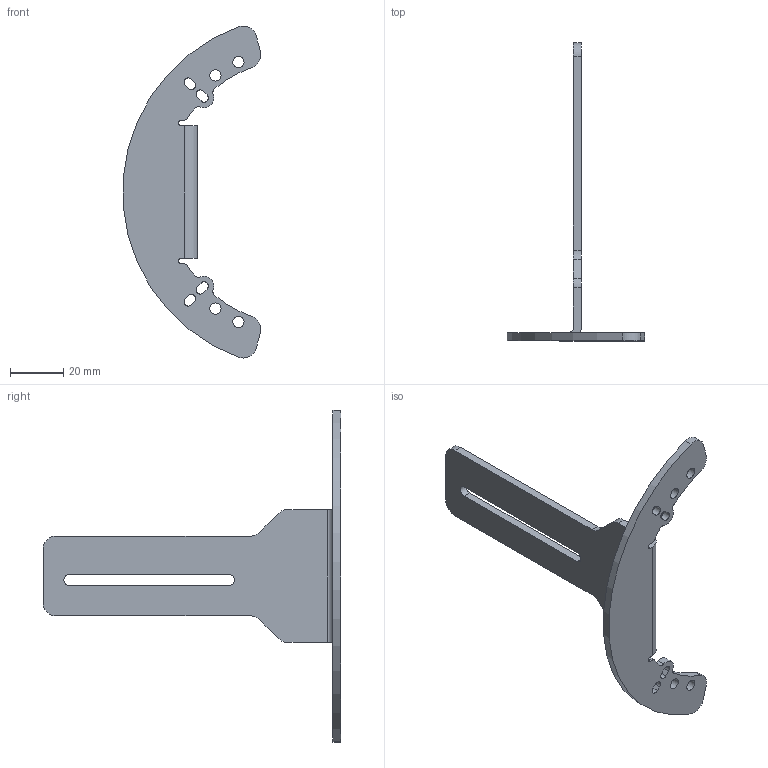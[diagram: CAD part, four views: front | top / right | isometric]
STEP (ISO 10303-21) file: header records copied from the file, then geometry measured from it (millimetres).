
FILE_DESCRIPTION(/* description */ (''),/* implementation_level */ '2;1');
FILE_NAME(/* name */ 'SBAM-C7-A_3D-CAD.stp',/* time_stamp */ '2021-10-07T13:30:21-04:00',/* author */ ('us0alz'),/* organization */ (''),/* preprocessor_version */ 'ST-DEVELOPER v17',/* originating_system */ 'Autodesk Inventor 2019',/* authorisation */ '');
FILE_SCHEMA (('AUTOMOTIVE_DESIGN { 1 0 10303 214 3 1 1 }'));
Length unit declared in the file: millimetre
Products named in the file (1): SBAM-C7-A_3D-CAD
Bounding box: 51.76 x 112 x 124.86 mm (x, y, z)
Volume: 18691.5 mm3; surface area: 14820 mm2
Topology: 1 solids, 1 shells, 66 faces, 192 edges, 128 vertices
Faces by surface type: cylinder 41, plane 25
Full cylindrical faces by diameter (mm): 4.2 x4
Entity records: 2300 total; most frequent: DIRECTION 408, CARTESIAN_POINT 387, ORIENTED_EDGE 384, EDGE_CURVE 192, AXIS2_PLACEMENT_3D 149, VERTEX_POINT 128, LINE 110, VECTOR 110
